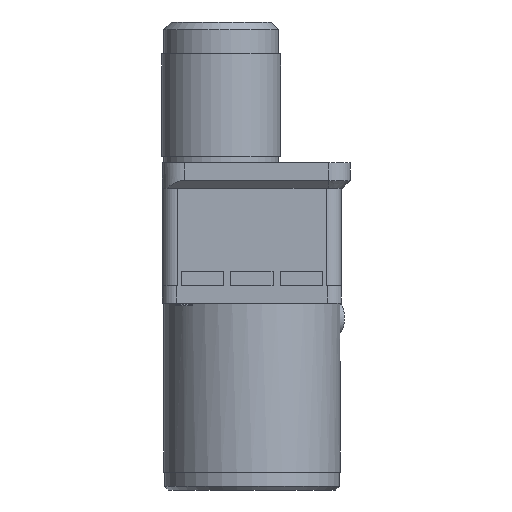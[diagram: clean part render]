
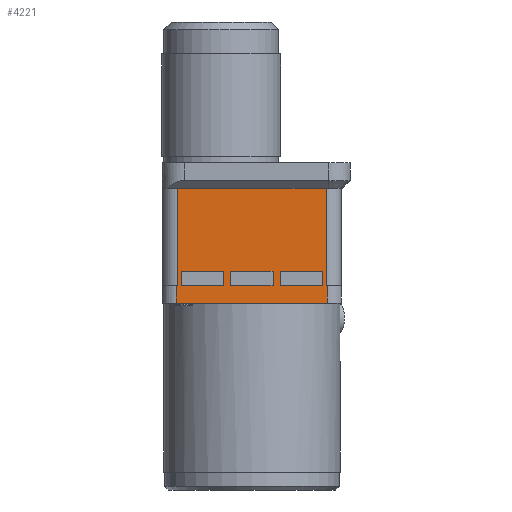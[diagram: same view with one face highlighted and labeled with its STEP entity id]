
A CAD part, front view. The second image highlights one B-rep face of the part: STEP entity #4221.
In plain terms, the highlighted planar face has unit normal (0, -1, 0).
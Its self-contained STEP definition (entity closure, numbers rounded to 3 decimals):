
#37=FACE_BOUND('',#755,.T.);
#38=FACE_BOUND('',#756,.T.);
#39=FACE_BOUND('',#757,.T.);
#511=FACE_OUTER_BOUND('',#754,.T.);
#754=EDGE_LOOP('',(#3463,#3464,#3465,#3466,#3467,#3468,#3469,#3470));
#755=EDGE_LOOP('',(#3471,#3472,#3473,#3474));
#756=EDGE_LOOP('',(#3475,#3476,#3477,#3478));
#757=EDGE_LOOP('',(#3479,#3480,#3481,#3482));
#1085=LINE('',#6309,#1568);
#1111=LINE('',#6453,#1594);
#1149=LINE('',#6549,#1632);
#1152=LINE('',#6558,#1635);
#1156=LINE('',#6567,#1639);
#1160=LINE('',#6576,#1643);
#1163=LINE('',#6585,#1646);
#1173=LINE('',#6623,#1656);
#1174=LINE('',#6625,#1657);
#1210=LINE('',#6696,#1693);
#1214=LINE('',#6704,#1697);
#1215=LINE('',#6706,#1698);
#1216=LINE('',#6708,#1699);
#1217=LINE('',#6709,#1700);
#1218=LINE('',#6711,#1701);
#1219=LINE('',#6713,#1702);
#1220=LINE('',#6714,#1703);
#1221=LINE('',#6716,#1704);
#1222=LINE('',#6718,#1705);
#1223=LINE('',#6719,#1706);
#1568=VECTOR('',#5094,59.);
#1594=VECTOR('',#5192,58.);
#1632=VECTOR('',#5270,0.5);
#1635=VECTOR('',#5277,16.5);
#1639=VECTOR('',#5283,16.5);
#1643=VECTOR('',#5289,16.5);
#1646=VECTOR('',#5298,0.5);
#1656=VECTOR('',#5344,7.);
#1657=VECTOR('',#5347,7.);
#1693=VECTOR('',#5413,38.);
#1697=VECTOR('',#5421,38.);
#1698=VECTOR('',#5422,5.5);
#1699=VECTOR('',#5423,16.5);
#1700=VECTOR('',#5424,5.5);
#1701=VECTOR('',#5425,5.5);
#1702=VECTOR('',#5426,16.5);
#1703=VECTOR('',#5427,5.5);
#1704=VECTOR('',#5428,5.5);
#1705=VECTOR('',#5429,16.5);
#1706=VECTOR('',#5430,5.5);
#2014=VERTEX_POINT('',#6306);
#2015=VERTEX_POINT('',#6308);
#2028=VERTEX_POINT('',#6399);
#2036=VERTEX_POINT('',#6416);
#2079=VERTEX_POINT('',#6546);
#2080=VERTEX_POINT('',#6548);
#2083=VERTEX_POINT('',#6555);
#2084=VERTEX_POINT('',#6557);
#2087=VERTEX_POINT('',#6564);
#2088=VERTEX_POINT('',#6566);
#2091=VERTEX_POINT('',#6573);
#2092=VERTEX_POINT('',#6575);
#2094=VERTEX_POINT('',#6581);
#2095=VERTEX_POINT('',#6583);
#2128=VERTEX_POINT('',#6705);
#2129=VERTEX_POINT('',#6707);
#2130=VERTEX_POINT('',#6710);
#2131=VERTEX_POINT('',#6712);
#2132=VERTEX_POINT('',#6715);
#2133=VERTEX_POINT('',#6717);
#2459=EDGE_CURVE('',#2014,#2015,#1085,.T.);
#2506=EDGE_CURVE('',#2036,#2028,#1111,.T.);
#2549=EDGE_CURVE('',#2079,#2080,#1149,.T.);
#2553=EDGE_CURVE('',#2083,#2084,#1152,.T.);
#2557=EDGE_CURVE('',#2087,#2088,#1156,.T.);
#2561=EDGE_CURVE('',#2091,#2092,#1160,.T.);
#2566=EDGE_CURVE('',#2095,#2094,#1163,.T.);
#2583=EDGE_CURVE('',#2080,#2014,#1173,.T.);
#2584=EDGE_CURVE('',#2015,#2095,#1174,.T.);
#2620=EDGE_CURVE('',#2094,#2028,#1210,.T.);
#2624=EDGE_CURVE('',#2036,#2079,#1214,.T.);
#2625=EDGE_CURVE('',#2091,#2128,#1215,.T.);
#2626=EDGE_CURVE('',#2128,#2129,#1216,.T.);
#2627=EDGE_CURVE('',#2129,#2092,#1217,.T.);
#2628=EDGE_CURVE('',#2087,#2130,#1218,.T.);
#2629=EDGE_CURVE('',#2130,#2131,#1219,.T.);
#2630=EDGE_CURVE('',#2131,#2088,#1220,.T.);
#2631=EDGE_CURVE('',#2083,#2132,#1221,.T.);
#2632=EDGE_CURVE('',#2132,#2133,#1222,.T.);
#2633=EDGE_CURVE('',#2133,#2084,#1223,.T.);
#3463=ORIENTED_EDGE('',*,*,#2566,.F.);
#3464=ORIENTED_EDGE('',*,*,#2584,.F.);
#3465=ORIENTED_EDGE('',*,*,#2459,.F.);
#3466=ORIENTED_EDGE('',*,*,#2583,.F.);
#3467=ORIENTED_EDGE('',*,*,#2549,.F.);
#3468=ORIENTED_EDGE('',*,*,#2624,.F.);
#3469=ORIENTED_EDGE('',*,*,#2506,.T.);
#3470=ORIENTED_EDGE('',*,*,#2620,.F.);
#3471=ORIENTED_EDGE('',*,*,#2625,.T.);
#3472=ORIENTED_EDGE('',*,*,#2626,.T.);
#3473=ORIENTED_EDGE('',*,*,#2627,.T.);
#3474=ORIENTED_EDGE('',*,*,#2561,.F.);
#3475=ORIENTED_EDGE('',*,*,#2628,.T.);
#3476=ORIENTED_EDGE('',*,*,#2629,.T.);
#3477=ORIENTED_EDGE('',*,*,#2630,.T.);
#3478=ORIENTED_EDGE('',*,*,#2557,.F.);
#3479=ORIENTED_EDGE('',*,*,#2631,.T.);
#3480=ORIENTED_EDGE('',*,*,#2632,.T.);
#3481=ORIENTED_EDGE('',*,*,#2633,.T.);
#3482=ORIENTED_EDGE('',*,*,#2553,.F.);
#4002=PLANE('',#4525);
#4221=ADVANCED_FACE('',(#511,#37,#38,#39),#4002,.T.);
#4525=AXIS2_PLACEMENT_3D('',#6703,#5419,#5420);
#5094=DIRECTION('',(-1.,0.,0.));
#5192=DIRECTION('',(-1.,0.,0.));
#5270=DIRECTION('',(1.,0.,0.));
#5277=DIRECTION('',(1.,0.,0.));
#5283=DIRECTION('',(1.,0.,0.));
#5289=DIRECTION('',(1.,0.,0.));
#5298=DIRECTION('',(1.,0.,0.));
#5344=DIRECTION('',(0.,0.,-1.));
#5347=DIRECTION('',(0.,0.,1.));
#5413=DIRECTION('',(0.,0.,1.));
#5419=DIRECTION('center_axis',(0.,-1.,0.));
#5420=DIRECTION('ref_axis',(-1.,0.,0.));
#5421=DIRECTION('',(0.,0.,-1.));
#5422=DIRECTION('',(0.,0.,1.));
#5423=DIRECTION('',(1.,0.,0.));
#5424=DIRECTION('',(0.,0.,-1.));
#5425=DIRECTION('',(0.,0.,1.));
#5426=DIRECTION('',(1.,0.,0.));
#5427=DIRECTION('',(0.,0.,-1.));
#5428=DIRECTION('',(0.,0.,1.));
#5429=DIRECTION('',(1.,0.,0.));
#5430=DIRECTION('',(0.,0.,-1.));
#6306=CARTESIAN_POINT('',(64.,-135.,-100.));
#6308=CARTESIAN_POINT('',(5.,-135.,-100.));
#6309=CARTESIAN_POINT('',(64.,-135.,-100.));
#6399=CARTESIAN_POINT('',(5.5,-135.,-55.));
#6416=CARTESIAN_POINT('',(63.5,-135.,-55.));
#6453=CARTESIAN_POINT('',(69.5,-135.,-55.));
#6546=CARTESIAN_POINT('',(63.5,-135.,-93.));
#6548=CARTESIAN_POINT('',(64.,-135.,-93.));
#6549=CARTESIAN_POINT('',(64.,-135.,-93.));
#6555=CARTESIAN_POINT('',(45.65,-135.,-93.));
#6557=CARTESIAN_POINT('',(62.15,-135.,-93.));
#6558=CARTESIAN_POINT('',(64.,-135.,-93.));
#6564=CARTESIAN_POINT('',(26.25,-135.,-93.));
#6566=CARTESIAN_POINT('',(42.75,-135.,-93.));
#6567=CARTESIAN_POINT('',(64.,-135.,-93.));
#6573=CARTESIAN_POINT('',(6.85,-135.,-93.));
#6575=CARTESIAN_POINT('',(23.35,-135.,-93.));
#6576=CARTESIAN_POINT('',(64.,-135.,-93.));
#6581=CARTESIAN_POINT('',(5.5,-135.,-93.));
#6583=CARTESIAN_POINT('',(5.,-135.,-93.));
#6585=CARTESIAN_POINT('',(64.,-135.,-93.));
#6623=CARTESIAN_POINT('',(64.,-135.,-100.));
#6625=CARTESIAN_POINT('',(5.,-135.,-100.));
#6696=CARTESIAN_POINT('',(5.5,-135.,-55.));
#6703=CARTESIAN_POINT('Origin',(-0.5,-135.,-55.));
#6704=CARTESIAN_POINT('',(63.5,-135.,-55.));
#6705=CARTESIAN_POINT('',(6.85,-135.,-87.5));
#6706=CARTESIAN_POINT('',(6.85,-135.,-55.));
#6707=CARTESIAN_POINT('',(23.35,-135.,-87.5));
#6708=CARTESIAN_POINT('',(23.35,-135.,-87.5));
#6709=CARTESIAN_POINT('',(23.35,-135.,-55.));
#6710=CARTESIAN_POINT('',(26.25,-135.,-87.5));
#6711=CARTESIAN_POINT('',(26.25,-135.,-55.));
#6712=CARTESIAN_POINT('',(42.75,-135.,-87.5));
#6713=CARTESIAN_POINT('',(-0.5,-135.,-87.5));
#6714=CARTESIAN_POINT('',(42.75,-135.,-55.));
#6715=CARTESIAN_POINT('',(45.65,-135.,-87.5));
#6716=CARTESIAN_POINT('',(45.65,-135.,-55.));
#6717=CARTESIAN_POINT('',(62.15,-135.,-87.5));
#6718=CARTESIAN_POINT('',(-0.5,-135.,-87.5));
#6719=CARTESIAN_POINT('',(62.15,-135.,-87.5));
